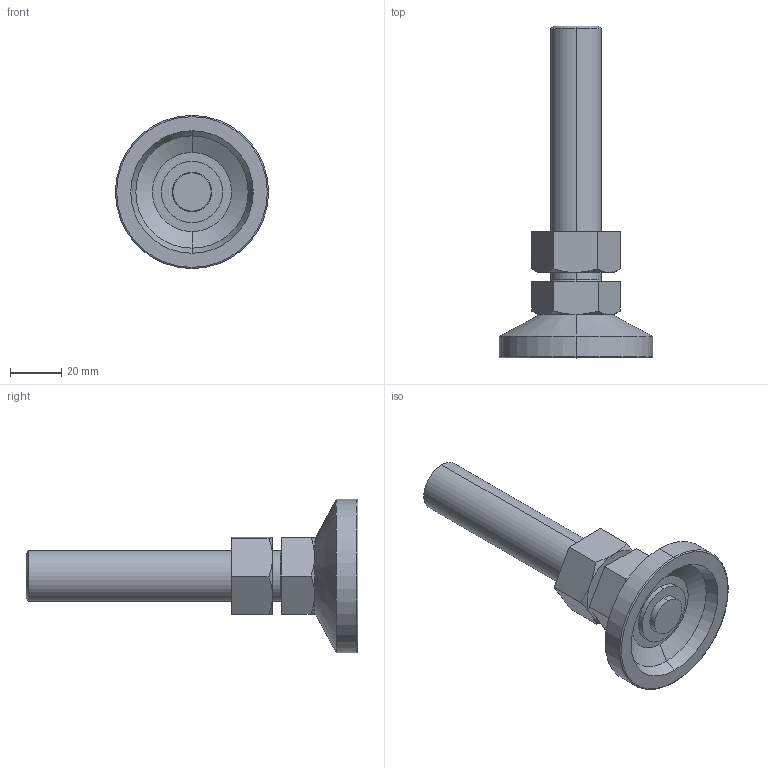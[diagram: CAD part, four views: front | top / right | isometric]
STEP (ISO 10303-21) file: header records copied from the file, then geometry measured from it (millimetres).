
FILE_DESCRIPTION (( 'STEP AP203' ), '1' );
FILE_NAME ('KC-275-B-3_.STEP', '2006-06-08T05:41:17', ( ' ' ), ( ' ' ), 'SwSTEP 2.0', 'SolidWorks 2005204', '' );
FILE_SCHEMA (( 'CONFIG_CONTROL_DESIGN' ));
Length unit declared in the file: millimetre
Products named in the file (5): KC-275-B-3_; KC-275-B-3儃儖僩_岞_棉太倌; KC-275-B-1,2,3儀乕僗_棉太倌; KC-275-B-1,2,3ワッシャー_ﾃﾞﾌｫﾙﾄ; 六角ナットM20（1種）_JIS B 1181 Hexagon nut - Class 1 Finished M20 --N
Assembly tree (4 placements, depth 2):
  KC-275-B-3_
    六角ナットM20（1種）_JIS B 1181 Hexagon nut - Class 1 Finished M20 --N
    KC-275-B-3儃儖僩_岞_棉太倌
    KC-275-B-1,2,3ワッシャー_ﾃﾞﾌｫﾙﾄ
    KC-275-B-1,2,3儀乕僗_棉太倌
Bounding box: 60 x 130 x 60 mm (x, y, z)
Volume: 77423.8 mm3; surface area: 22089.4 mm2
Topology: 4 solids, 4 shells, 71 faces, 148 edges, 88 vertices
Faces by surface type: cone 26, plane 23, cylinder 16, torus 6
Entity records: 2515 total; most frequent: CARTESIAN_POINT 466, DIRECTION 350, ORIENTED_EDGE 296, EDGE_CURVE 148, AXIS2_PLACEMENT_3D 148, VERTEX_POINT 88, EDGE_LOOP 80, ADVANCED_FACE 71
